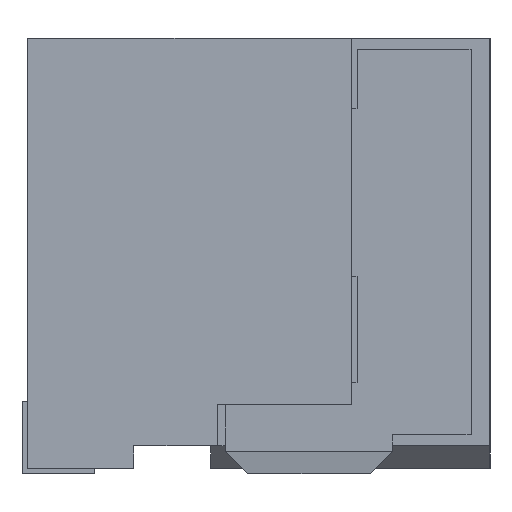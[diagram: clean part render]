
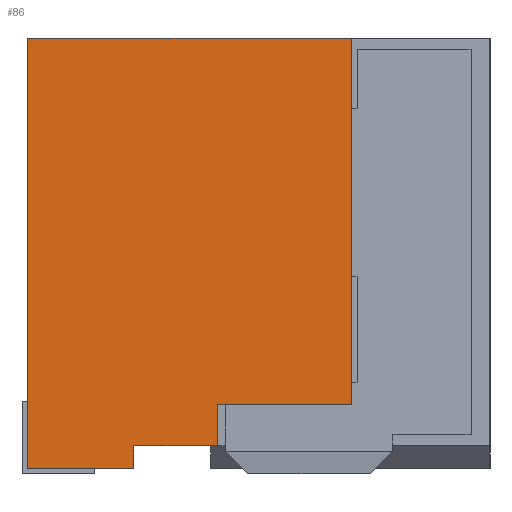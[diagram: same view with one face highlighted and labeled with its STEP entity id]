
A CAD part, left-side view. The second image highlights one B-rep face of the part: STEP entity #86.
In plain terms, the highlighted planar face has unit normal (-1, 0, 0).
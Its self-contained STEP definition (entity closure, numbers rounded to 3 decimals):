
#86=ADVANCED_FACE('',(#479),#289,.T.);
#289=PLANE('',#4067);
#479=FACE_OUTER_BOUND('',#690,.T.);
#690=EDGE_LOOP('',(#1073,#1074,#1075,#1076,#1077,#1078,#1079,#1080));
#1073=ORIENTED_EDGE('',*,*,#2566,.T.);
#1074=ORIENTED_EDGE('',*,*,#2567,.T.);
#1075=ORIENTED_EDGE('',*,*,#2395,.T.);
#1076=ORIENTED_EDGE('',*,*,#2568,.F.);
#1077=ORIENTED_EDGE('',*,*,#2569,.F.);
#1078=ORIENTED_EDGE('',*,*,#2570,.T.);
#1079=ORIENTED_EDGE('',*,*,#2560,.T.);
#1080=ORIENTED_EDGE('',*,*,#2571,.T.);
#2021=VERTEX_POINT('',#5281);
#2022=VERTEX_POINT('',#5283);
#2173=VERTEX_POINT('',#5608);
#2174=VERTEX_POINT('',#5610);
#2179=VERTEX_POINT('',#5622);
#2180=VERTEX_POINT('',#5623);
#2181=VERTEX_POINT('',#5626);
#2182=VERTEX_POINT('',#5628);
#2395=EDGE_CURVE('',#2022,#2021,#2962,.T.);
#2560=EDGE_CURVE('',#2174,#2173,#3123,.T.);
#2566=EDGE_CURVE('',#2179,#2180,#3129,.T.);
#2567=EDGE_CURVE('',#2180,#2022,#3130,.T.);
#2568=EDGE_CURVE('',#2181,#2021,#3131,.T.);
#2569=EDGE_CURVE('',#2182,#2181,#3132,.T.);
#2570=EDGE_CURVE('',#2182,#2174,#3133,.T.);
#2571=EDGE_CURVE('',#2173,#2179,#3134,.T.);
#2962=LINE('',#5282,#3509);
#3123=LINE('',#5609,#3670);
#3129=LINE('',#5621,#3676);
#3130=LINE('',#5624,#3677);
#3131=LINE('',#5625,#3678);
#3132=LINE('',#5627,#3679);
#3133=LINE('',#5629,#3680);
#3134=LINE('',#5630,#3681);
#3509=VECTOR('',#4282,1.);
#3670=VECTOR('',#4471,1.);
#3676=VECTOR('',#4479,1.);
#3677=VECTOR('',#4480,1.);
#3678=VECTOR('',#4481,1.);
#3679=VECTOR('',#4482,1.);
#3680=VECTOR('',#4483,1.);
#3681=VECTOR('',#4484,1.);
#4067=AXIS2_PLACEMENT_3D('',#5631,#4485,#4486);
#4282=DIRECTION('',(0.,1.,0.));
#4471=DIRECTION('',(0.,-1.,0.));
#4479=DIRECTION('',(0.,-1.,0.));
#4480=DIRECTION('',(0.,0.,1.));
#4481=DIRECTION('',(0.,0.,1.));
#4482=DIRECTION('',(0.,1.,0.));
#4483=DIRECTION('',(0.,0.,1.));
#4484=DIRECTION('',(0.,0.,1.));
#4485=DIRECTION('',(-1.,0.,0.));
#4486=DIRECTION('',(0.,0.,1.));
#5281=CARTESIAN_POINT('',(-8.5,8.45,3.335));
#5282=CARTESIAN_POINT('',(-8.5,8.45,3.335));
#5283=CARTESIAN_POINT('',(-8.5,5.55,3.335));
#5608=CARTESIAN_POINT('',(-8.5,6.75,-0.315));
#5609=CARTESIAN_POINT('',(-8.5,7.5,-0.315));
#5610=CARTESIAN_POINT('',(-8.5,7.5,-0.315));
#5621=CARTESIAN_POINT('',(-8.5,6.75,0.055));
#5622=CARTESIAN_POINT('',(-8.5,6.75,0.055));
#5623=CARTESIAN_POINT('',(-8.5,5.55,0.055));
#5624=CARTESIAN_POINT('',(-8.5,5.55,0.055));
#5625=CARTESIAN_POINT('',(-8.5,8.45,3.335));
#5626=CARTESIAN_POINT('',(-8.5,8.45,-0.515));
#5627=CARTESIAN_POINT('',(-8.5,8.45,-0.515));
#5628=CARTESIAN_POINT('',(-8.5,7.5,-0.515));
#5629=CARTESIAN_POINT('',(-8.5,7.5,-0.515));
#5630=CARTESIAN_POINT('',(-8.5,6.75,-0.315));
#5631=CARTESIAN_POINT('',(-8.5,8.45,3.335));
